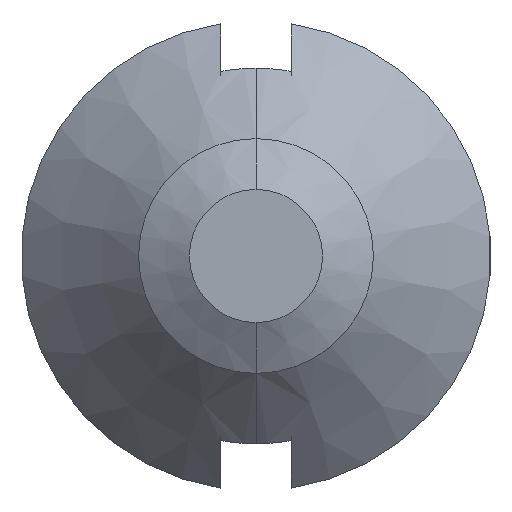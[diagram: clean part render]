
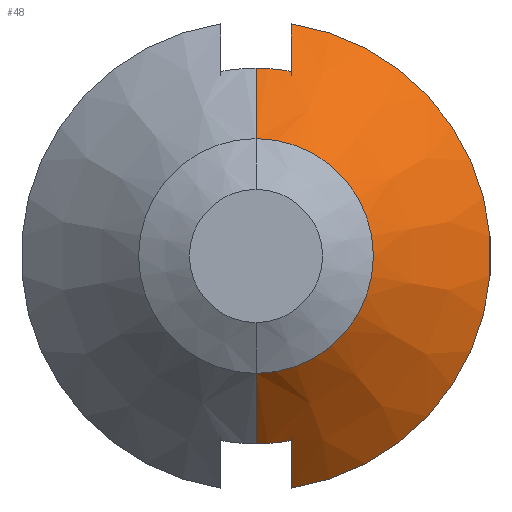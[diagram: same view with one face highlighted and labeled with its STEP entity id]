
A CAD part, front view. The second image highlights one B-rep face of the part: STEP entity #48.
In plain terms, the highlighted conical face has half-angle 45 degrees and reference radius 1 mm.
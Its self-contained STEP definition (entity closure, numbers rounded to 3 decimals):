
#48=ADVANCED_FACE('NONE',(#65),#66,.T.);
#65=FACE_OUTER_BOUND('',#93,.T.);
#66=CONICAL_SURFACE('',#94,1.,0.785);
#93=EDGE_LOOP('',(#131,#132,#133,#134,#135,#136,#137,#138));
#94=AXIS2_PLACEMENT_3D('',#139,#140,#141);
#131=ORIENTED_EDGE('',*,*,#225,.F.);
#132=ORIENTED_EDGE('',*,*,#230,.T.);
#133=ORIENTED_EDGE('',*,*,#231,.F.);
#134=ORIENTED_EDGE('',*,*,#232,.F.);
#135=ORIENTED_EDGE('',*,*,#233,.T.);
#136=ORIENTED_EDGE('',*,*,#234,.F.);
#137=ORIENTED_EDGE('',*,*,#235,.F.);
#138=ORIENTED_EDGE('',*,*,#236,.F.);
#139=CARTESIAN_POINT('',(0.0,6.9,0.0));
#140=DIRECTION('',(-0.0,1.0,-0.0));
#141=DIRECTION('',(0.0,0.0,1.0));
#225=EDGE_CURVE('NONE',#258,#260,#261,.T.);
#230=EDGE_CURVE('NONE',#258,#268,#269,.T.);
#231=EDGE_CURVE('NONE',#270,#268,#271,.T.);
#232=EDGE_CURVE('NONE',#272,#270,#273,.T.);
#233=EDGE_CURVE('NONE',#272,#274,#275,.T.);
#234=EDGE_CURVE('NONE',#276,#274,#277,.T.);
#235=EDGE_CURVE('NONE',#278,#276,#279,.T.);
#236=EDGE_CURVE('NONE',#260,#278,#280,.T.);
#258=VERTEX_POINT('NONE',#310);
#260=VERTEX_POINT('NONE',#313);
#261=CIRCLE('',#314,1.0);
#268=VERTEX_POINT('NONE',#324);
#269=LINE('',#325,#326);
#270=VERTEX_POINT('NONE',#327);
#271=CIRCLE('',#328,1.6);
#272=VERTEX_POINT('NONE',#329);
#273=B_SPLINE_CURVE_WITH_KNOTS('',3,(#330,#331,#332,#333),.UNSPECIFIED.,.F.,.F.,(4,4),(0.0,0.001),.UNSPECIFIED.);
#274=VERTEX_POINT('NONE',#334);
#275=CIRCLE('',#335,2.);
#276=VERTEX_POINT('NONE',#336);
#277=B_SPLINE_CURVE_WITH_KNOTS('',3,(#337,#338,#339,#340),.UNSPECIFIED.,.F.,.F.,(4,4),(0.,0.001),.UNSPECIFIED.);
#278=VERTEX_POINT('NONE',#341);
#279=CIRCLE('',#342,1.6);
#280=LINE('',#343,#344);
#310=CARTESIAN_POINT('',(0.,6.9,-1.0));
#313=CARTESIAN_POINT('',(0.0,6.9,1.0));
#314=AXIS2_PLACEMENT_3D('',#389,#390,#391);
#324=CARTESIAN_POINT('',(0.,7.5,-1.6));
#325=CARTESIAN_POINT('',(0.,6.9,-1.));
#326=VECTOR('',#398,1000.0);
#327=CARTESIAN_POINT('',(0.3,7.5,-1.572));
#328=AXIS2_PLACEMENT_3D('',#399,#400,#401);
#329=CARTESIAN_POINT('',(0.3,7.9,-1.977));
#330=CARTESIAN_POINT('',(0.3,7.9,-1.977));
#331=CARTESIAN_POINT('',(0.3,7.766,-1.842));
#332=CARTESIAN_POINT('',(0.3,7.633,-1.707));
#333=CARTESIAN_POINT('',(0.3,7.5,-1.572));
#334=CARTESIAN_POINT('',(0.3,7.9,1.977));
#335=AXIS2_PLACEMENT_3D('',#402,#403,#404);
#336=CARTESIAN_POINT('',(0.3,7.5,1.572));
#337=CARTESIAN_POINT('',(0.3,7.5,1.572));
#338=CARTESIAN_POINT('',(0.3,7.633,1.707));
#339=CARTESIAN_POINT('',(0.3,7.766,1.842));
#340=CARTESIAN_POINT('',(0.3,7.9,1.977));
#341=CARTESIAN_POINT('',(0.0,7.5,1.6));
#342=AXIS2_PLACEMENT_3D('',#405,#406,#407);
#343=CARTESIAN_POINT('',(0.0,6.9,1.));
#344=VECTOR('',#408,1000.0);
#389=CARTESIAN_POINT('',(0.0,6.9,0.0));
#390=DIRECTION('',(-0.0,-1.0,-0.0));
#391=DIRECTION('',(-1.0,0.0,0.0));
#398=DIRECTION('',(0.,0.707,-0.707));
#399=CARTESIAN_POINT('',(0.0,7.5,0.0));
#400=DIRECTION('',(0.0,1.0,0.0));
#401=DIRECTION('',(0.0,0.0,1.0));
#402=CARTESIAN_POINT('',(0.0,7.9,0.0));
#403=DIRECTION('',(-0.0,-1.0,-0.0));
#404=DIRECTION('',(-1.0,0.0,0.0));
#405=CARTESIAN_POINT('',(0.0,7.5,0.0));
#406=DIRECTION('',(0.0,1.0,0.0));
#407=DIRECTION('',(0.0,0.0,1.0));
#408=DIRECTION('',(0.0,0.707,0.707));
